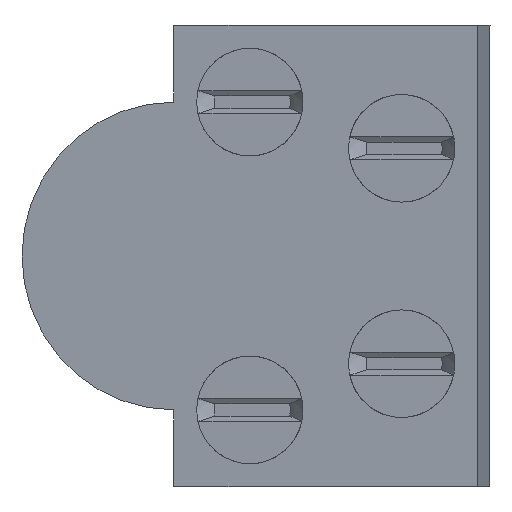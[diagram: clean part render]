
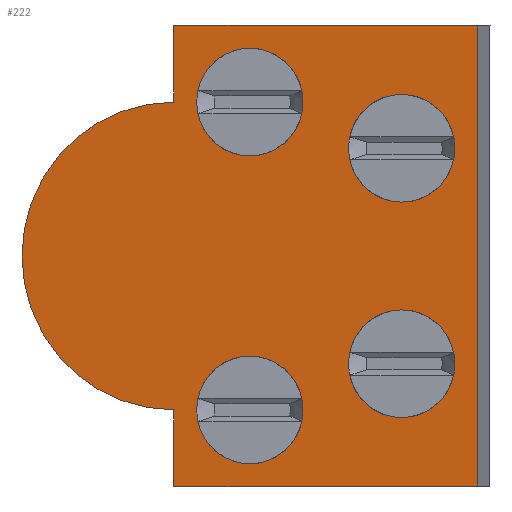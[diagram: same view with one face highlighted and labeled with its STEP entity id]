
A CAD part, left-side view. The second image highlights one B-rep face of the part: STEP entity #222.
In plain terms, the highlighted face is planar.
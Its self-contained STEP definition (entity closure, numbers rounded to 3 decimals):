
#74=CARTESIAN_POINT('',(6.5,-5.,0.));
#75=VERTEX_POINT('',#74);
#82=CARTESIAN_POINT('',(13.5,-5.,0.));
#83=VERTEX_POINT('',#82);
#84=CARTESIAN_POINT('',(10.,-5.,0.));
#85=DIRECTION('',(1.,0.,0.));
#86=DIRECTION('',(0.,0.,1.));
#87=AXIS2_PLACEMENT_3D('',#84,#86,#85);
#88=CIRCLE('',#87,3.5);
#89=EDGE_CURVE('',#83,#75,#88,.T.);
#91=CARTESIAN_POINT('',(10.,-5.,0.));
#92=DIRECTION('',(-1.,0.,0.));
#93=DIRECTION('',(-0.,0.,1.));
#94=AXIS2_PLACEMENT_3D('',#91,#93,#92);
#95=CIRCLE('',#94,3.5);
#96=EDGE_CURVE('',#75,#83,#95,.T.);
#102=CARTESIAN_POINT('',(0.,-5.,0.));
#103=DIRECTION('',(1.,0.,0.));
#104=DIRECTION('',(0.,0.,1.));
#105=AXIS2_PLACEMENT_3D('',#102,#104,#103);
#106=PLANE('',#105);
#107=CARTESIAN_POINT('',(10.,0.,0.));
#108=VERTEX_POINT('',#107);
#109=CARTESIAN_POINT('',(-10.,0.,0.));
#110=VERTEX_POINT('',#109);
#111=CARTESIAN_POINT('',(0.,0.,0.));
#112=DIRECTION('',(1.,0.,0.));
#113=DIRECTION('',(0.,0.,1.));
#114=AXIS2_PLACEMENT_3D('',#111,#113,#112);
#115=CIRCLE('',#114,10.);
#116=EDGE_CURVE('',#108,#110,#115,.T.);
#117=ORIENTED_EDGE('E12',*,*,#116,.T.);
#118=CARTESIAN_POINT('',(-15.,0.,0.));
#119=VERTEX_POINT('',#118);
#120=CARTESIAN_POINT('',(-10.,0.,0.));
#121=DIRECTION('',(-1.,0.,0.));
#122=VECTOR('',#121,5.);
#123=LINE('',#120,#122);
#124=EDGE_CURVE('',#110,#119,#123,.T.);
#125=ORIENTED_EDGE('E13',*,*,#124,.T.);
#126=CARTESIAN_POINT('',(-15.,-20.,0.));
#127=VERTEX_POINT('',#126);
#128=CARTESIAN_POINT('',(-15.,0.,0.));
#129=DIRECTION('',(0.,-1.,0.));
#130=VECTOR('',#129,20.);
#131=LINE('',#128,#130);
#132=EDGE_CURVE('',#119,#127,#131,.T.);
#133=ORIENTED_EDGE('E14',*,*,#132,.T.);
#134=CARTESIAN_POINT('',(15.,-20.,0.));
#135=VERTEX_POINT('',#134);
#136=CARTESIAN_POINT('',(-15.,-20.,0.));
#137=DIRECTION('',(1.,0.,0.));
#138=VECTOR('',#137,30.);
#139=LINE('',#136,#138);
#140=EDGE_CURVE('',#127,#135,#139,.T.);
#141=ORIENTED_EDGE('E15',*,*,#140,.T.);
#142=CARTESIAN_POINT('',(15.,0.,0.));
#143=VERTEX_POINT('',#142);
#144=CARTESIAN_POINT('',(15.,-20.,0.));
#145=DIRECTION('',(0.,1.,0.));
#146=VECTOR('',#145,20.);
#147=LINE('',#144,#146);
#148=EDGE_CURVE('',#135,#143,#147,.T.);
#149=ORIENTED_EDGE('E16',*,*,#148,.T.);
#150=CARTESIAN_POINT('',(15.,0.,0.));
#151=DIRECTION('',(-1.,0.,0.));
#152=VECTOR('',#151,5.);
#153=LINE('',#150,#152);
#154=EDGE_CURVE('',#143,#108,#153,.T.);
#155=ORIENTED_EDGE('E17',*,*,#154,.T.);
#156=EDGE_LOOP('',(#117,#125,#133,#141,#149,#155));
#157=FACE_OUTER_BOUND('',#156,.T.);
#158=ORIENTED_EDGE('',*,*,#96,.F.);
#159=ORIENTED_EDGE('',*,*,#89,.F.);
#160=EDGE_LOOP('',(#158,#159));
#161=FACE_BOUND('',#160,.T.);
#162=CARTESIAN_POINT('',(-3.5,-15.,0.));
#163=VERTEX_POINT('',#162);
#164=CARTESIAN_POINT('',(-10.5,-15.,0.));
#165=VERTEX_POINT('',#164);
#166=CARTESIAN_POINT('',(-7.,-15.,0.));
#167=DIRECTION('',(1.,0.,0.));
#168=DIRECTION('',(-0.,0.,-1.));
#169=AXIS2_PLACEMENT_3D('',#166,#168,#167);
#170=CIRCLE('',#169,3.5);
#171=EDGE_CURVE('',#163,#165,#170,.T.);
#172=ORIENTED_EDGE('E10',*,*,#171,.T.);
#173=CARTESIAN_POINT('',(-7.,-15.,0.));
#174=DIRECTION('',(-1.,0.,0.));
#175=DIRECTION('',(0.,0.,-1.));
#176=AXIS2_PLACEMENT_3D('',#173,#175,#174);
#177=CIRCLE('',#176,3.5);
#178=EDGE_CURVE('',#165,#163,#177,.T.);
#179=ORIENTED_EDGE('E11',*,*,#178,.T.);
#180=EDGE_LOOP('',(#172,#179));
#181=FACE_BOUND('',#180,.T.);
#182=CARTESIAN_POINT('',(10.5,-15.,0.));
#183=VERTEX_POINT('',#182);
#184=CARTESIAN_POINT('',(3.5,-15.,0.));
#185=VERTEX_POINT('',#184);
#186=CARTESIAN_POINT('',(7.,-15.,0.));
#187=DIRECTION('',(1.,0.,0.));
#188=DIRECTION('',(-0.,0.,-1.));
#189=AXIS2_PLACEMENT_3D('',#186,#188,#187);
#190=CIRCLE('',#189,3.5);
#191=EDGE_CURVE('',#183,#185,#190,.T.);
#192=ORIENTED_EDGE('E8',*,*,#191,.T.);
#193=CARTESIAN_POINT('',(7.,-15.,0.));
#194=DIRECTION('',(-1.,0.,0.));
#195=DIRECTION('',(0.,0.,-1.));
#196=AXIS2_PLACEMENT_3D('',#193,#195,#194);
#197=CIRCLE('',#196,3.5);
#198=EDGE_CURVE('',#185,#183,#197,.T.);
#199=ORIENTED_EDGE('E9',*,*,#198,.T.);
#200=EDGE_LOOP('',(#192,#199));
#201=FACE_BOUND('',#200,.T.);
#202=CARTESIAN_POINT('',(-6.5,-5.,0.));
#203=VERTEX_POINT('',#202);
#204=CARTESIAN_POINT('',(-13.5,-5.,0.));
#205=VERTEX_POINT('',#204);
#206=CARTESIAN_POINT('',(-10.,-5.,0.));
#207=DIRECTION('',(1.,0.,0.));
#208=DIRECTION('',(-0.,0.,-1.));
#209=AXIS2_PLACEMENT_3D('',#206,#208,#207);
#210=CIRCLE('',#209,3.5);
#211=EDGE_CURVE('',#203,#205,#210,.T.);
#212=ORIENTED_EDGE('E6',*,*,#211,.T.);
#213=CARTESIAN_POINT('',(-10.,-5.,0.));
#214=DIRECTION('',(-1.,0.,0.));
#215=DIRECTION('',(0.,0.,-1.));
#216=AXIS2_PLACEMENT_3D('',#213,#215,#214);
#217=CIRCLE('',#216,3.5);
#218=EDGE_CURVE('',#205,#203,#217,.T.);
#219=ORIENTED_EDGE('E7',*,*,#218,.T.);
#220=EDGE_LOOP('',(#212,#219));
#221=FACE_BOUND('',#220,.T.);
#222=ADVANCED_FACE('F2',(#157,#161,#181,#201,#221),#106,.T.);
